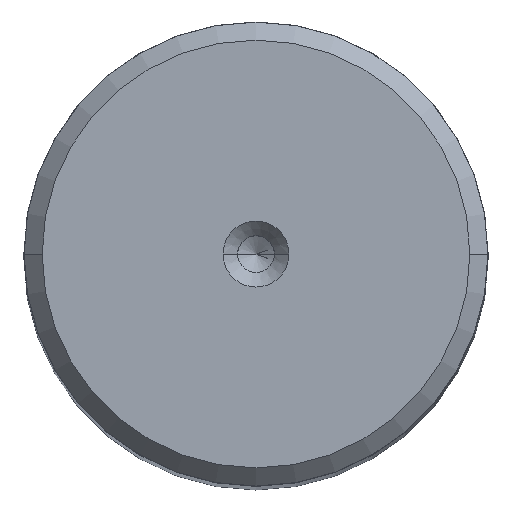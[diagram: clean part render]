
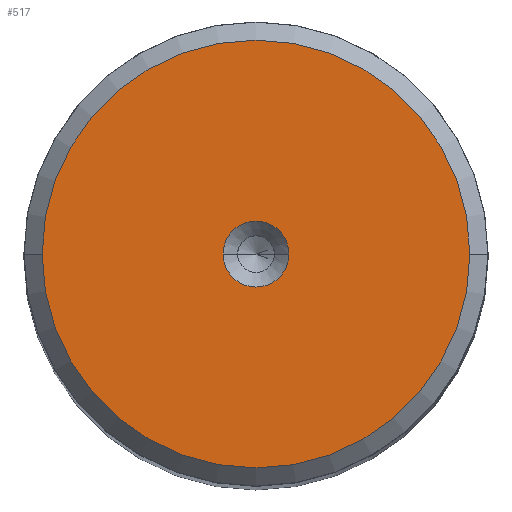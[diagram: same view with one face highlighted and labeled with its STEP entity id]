
A CAD part, top view. The second image highlights one B-rep face of the part: STEP entity #517.
In plain terms, the highlighted planar face has unit normal (0, 0, 1).
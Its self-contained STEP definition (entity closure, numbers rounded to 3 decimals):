
#4 = VERTEX_POINT ( 'NONE', #71 ) ;
#15 = EDGE_CURVE ( 'NONE', #4, #122, #871, .T. ) ;
#47 = CIRCLE ( 'NONE', #2634, 2.7 ) ;
#71 = CARTESIAN_POINT ( 'NONE',  ( 17.514, 0., 180. ) ) ;
#122 = VERTEX_POINT ( 'NONE', #769 ) ;
#233 = DIRECTION ( 'NONE',  ( 1., 0., 0. ) ) ;
#304 = DIRECTION ( 'NONE',  ( 1., 0., 0. ) ) ;
#517 = ADVANCED_FACE ( 'NONE', ( #1417, #1815 ), #1944, .T. ) ;
#518 = CARTESIAN_POINT ( 'NONE',  ( 0., 0., 180. ) ) ;
#524 = CIRCLE ( 'NONE', #2598, 2.7 ) ;
#551 = CARTESIAN_POINT ( 'NONE',  ( -2.7, 0., 180. ) ) ;
#586 = EDGE_LOOP ( 'NONE', ( #2062, #2025 ) ) ;
#738 = EDGE_CURVE ( 'NONE', #2644, #1293, #47, .T. ) ;
#769 = CARTESIAN_POINT ( 'NONE',  ( -17.514, 0., 180. ) ) ;
#770 = CARTESIAN_POINT ( 'NONE',  ( 0., 0., 180. ) ) ;
#871 = CIRCLE ( 'NONE', #1421, 17.514 ) ;
#890 = EDGE_CURVE ( 'NONE', #1293, #2644, #524, .T. ) ;
#1027 = EDGE_CURVE ( 'NONE', #122, #4, #1770, .T. ) ;
#1094 = AXIS2_PLACEMENT_3D ( 'NONE', #770, #2107, #1460 ) ;
#1169 = CARTESIAN_POINT ( 'NONE',  ( 0., 0., 180. ) ) ;
#1293 = VERTEX_POINT ( 'NONE', #1698 ) ;
#1400 = DIRECTION ( 'NONE',  ( 0., 0., 1. ) ) ;
#1417 = FACE_BOUND ( 'NONE', #2424, .T. ) ;
#1421 = AXIS2_PLACEMENT_3D ( 'NONE', #518, #2539, #304 ) ;
#1460 = DIRECTION ( 'NONE',  ( 1., 0., 0. ) ) ;
#1626 = DIRECTION ( 'NONE',  ( 0., 0., 1. ) ) ;
#1698 = CARTESIAN_POINT ( 'NONE',  ( 2.7, 0., 180. ) ) ;
#1770 = CIRCLE ( 'NONE', #1094, 17.514 ) ;
#1791 = DIRECTION ( 'NONE',  ( 0., 0., 1. ) ) ;
#1815 = FACE_OUTER_BOUND ( 'NONE', #586, .T. ) ;
#1944 = PLANE ( 'NONE',  #2179 ) ;
#2025 = ORIENTED_EDGE ( 'NONE', *, *, #15, .T. ) ;
#2054 = ORIENTED_EDGE ( 'NONE', *, *, #738, .F. ) ;
#2062 = ORIENTED_EDGE ( 'NONE', *, *, #1027, .T. ) ;
#2107 = DIRECTION ( 'NONE',  ( 0., 0., 1. ) ) ;
#2179 = AXIS2_PLACEMENT_3D ( 'NONE', #2253, #1791, #233 ) ;
#2253 = CARTESIAN_POINT ( 'NONE',  ( 0., 0., 180. ) ) ;
#2299 = DIRECTION ( 'NONE',  ( 1., 0., 0. ) ) ;
#2424 = EDGE_LOOP ( 'NONE', ( #2794, #2054 ) ) ;
#2539 = DIRECTION ( 'NONE',  ( 0., 0., 1. ) ) ;
#2598 = AXIS2_PLACEMENT_3D ( 'NONE', #2744, #1400, #2299 ) ;
#2634 = AXIS2_PLACEMENT_3D ( 'NONE', #1169, #1626, #2772 ) ;
#2644 = VERTEX_POINT ( 'NONE', #551 ) ;
#2744 = CARTESIAN_POINT ( 'NONE',  ( 0., 0., 180. ) ) ;
#2772 = DIRECTION ( 'NONE',  ( 1., 0., 0. ) ) ;
#2794 = ORIENTED_EDGE ( 'NONE', *, *, #890, .F. ) ;
